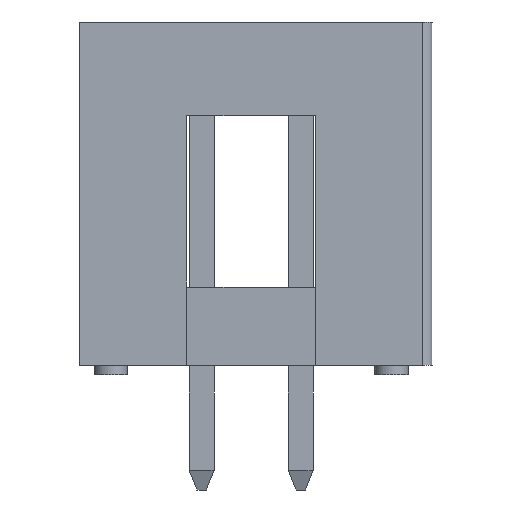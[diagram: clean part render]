
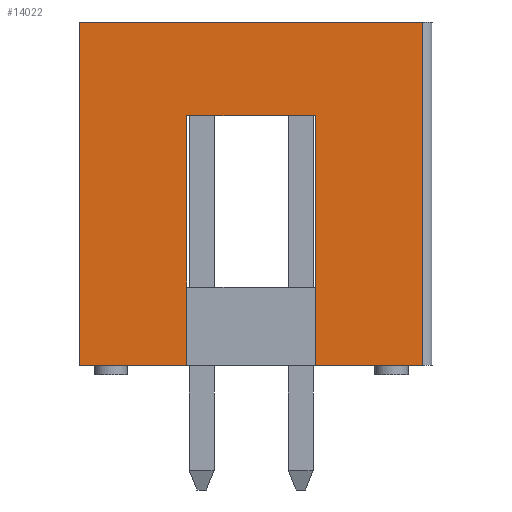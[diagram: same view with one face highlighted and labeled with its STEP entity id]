
A CAD part, front view. The second image highlights one B-rep face of the part: STEP entity #14022.
In plain terms, the highlighted face is planar.
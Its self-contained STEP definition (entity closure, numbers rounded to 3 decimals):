
#359=LINE('',#18477,#1698);
#374=LINE('',#18504,#1713);
#376=LINE('',#18508,#1715);
#380=LINE('',#18521,#1719);
#382=LINE('',#18525,#1721);
#383=LINE('',#18527,#1722);
#384=LINE('',#18528,#1723);
#385=LINE('',#18530,#1724);
#1698=VECTOR('',#15758,1000.);
#1713=VECTOR('',#15781,1000.);
#1715=VECTOR('',#15785,1000.);
#1719=VECTOR('',#15797,1000.);
#1721=VECTOR('',#15801,1000.);
#1722=VECTOR('',#15802,1000.);
#1723=VECTOR('',#15803,1000.);
#1724=VECTOR('',#15804,1000.);
#3209=ORIENTED_EDGE('',*,*,#5797,.T.);
#3210=ORIENTED_EDGE('',*,*,#5772,.F.);
#3211=ORIENTED_EDGE('',*,*,#5789,.T.);
#3212=ORIENTED_EDGE('',*,*,#5787,.T.);
#3213=ORIENTED_EDGE('',*,*,#5798,.T.);
#3214=ORIENTED_EDGE('',*,*,#5795,.F.);
#3215=ORIENTED_EDGE('',*,*,#5799,.F.);
#3216=ORIENTED_EDGE('',*,*,#5800,.T.);
#5772=EDGE_CURVE('',#7022,#7020,#359,.T.);
#5787=EDGE_CURVE('',#7031,#7030,#374,.T.);
#5789=EDGE_CURVE('',#7022,#7031,#376,.T.);
#5795=EDGE_CURVE('',#7036,#7037,#380,.T.);
#5797=EDGE_CURVE('',#7038,#7020,#382,.T.);
#5798=EDGE_CURVE('',#7030,#7037,#383,.T.);
#5799=EDGE_CURVE('',#7039,#7036,#384,.T.);
#5800=EDGE_CURVE('',#7039,#7038,#385,.T.);
#7020=VERTEX_POINT('',#18472);
#7022=VERTEX_POINT('',#18476);
#7030=VERTEX_POINT('',#18503);
#7031=VERTEX_POINT('',#18505);
#7036=VERTEX_POINT('',#18520);
#7037=VERTEX_POINT('',#18522);
#7038=VERTEX_POINT('',#18526);
#7039=VERTEX_POINT('',#18529);
#7737=EDGE_LOOP('',(#3209,#3210,#3211,#3212,#3213,#3214,#3215,#3216));
#8418=FACE_BOUND('',#7737,.T.);
#9086=PLANE('',#14660);
#14022=ADVANCED_FACE('',(#8418),#9086,.T.);
#14660=AXIS2_PLACEMENT_3D('',#18524,#15799,#15800);
#15758=DIRECTION('',(0.,0.,-1.));
#15781=DIRECTION('',(0.,0.,-1.));
#15785=DIRECTION('',(0.,1.,0.));
#15797=DIRECTION('',(0.,0.,-1.));
#15799=DIRECTION('',(1.,0.,0.));
#15800=DIRECTION('',(0.,0.,-1.));
#15801=DIRECTION('',(0.,1.,0.));
#15802=DIRECTION('',(0.,1.,0.));
#15803=DIRECTION('',(0.,1.,0.));
#15804=DIRECTION('',(0.,0.,-1.));
#18472=CARTESIAN_POINT('',(20.34,-1.65,-4.4));
#18476=CARTESIAN_POINT('',(20.34,-1.65,2.));
#18477=CARTESIAN_POINT('',(20.34,-1.65,2.));
#18503=CARTESIAN_POINT('',(20.34,1.65,-4.4));
#18504=CARTESIAN_POINT('',(20.34,1.65,2.));
#18505=CARTESIAN_POINT('',(20.34,1.65,2.));
#18508=CARTESIAN_POINT('',(20.34,-1.65,2.));
#18520=CARTESIAN_POINT('',(20.34,4.4,4.4));
#18521=CARTESIAN_POINT('',(20.34,4.4,4.4));
#18522=CARTESIAN_POINT('',(20.34,4.4,-4.4));
#18524=CARTESIAN_POINT('',(20.34,-4.4,4.4));
#18525=CARTESIAN_POINT('',(20.34,-4.4,-4.4));
#18526=CARTESIAN_POINT('',(20.34,-4.4,-4.4));
#18527=CARTESIAN_POINT('',(20.34,-4.4,-4.4));
#18528=CARTESIAN_POINT('',(20.34,-4.4,4.4));
#18529=CARTESIAN_POINT('',(20.34,-4.4,4.4));
#18530=CARTESIAN_POINT('',(20.34,-4.4,4.4));
